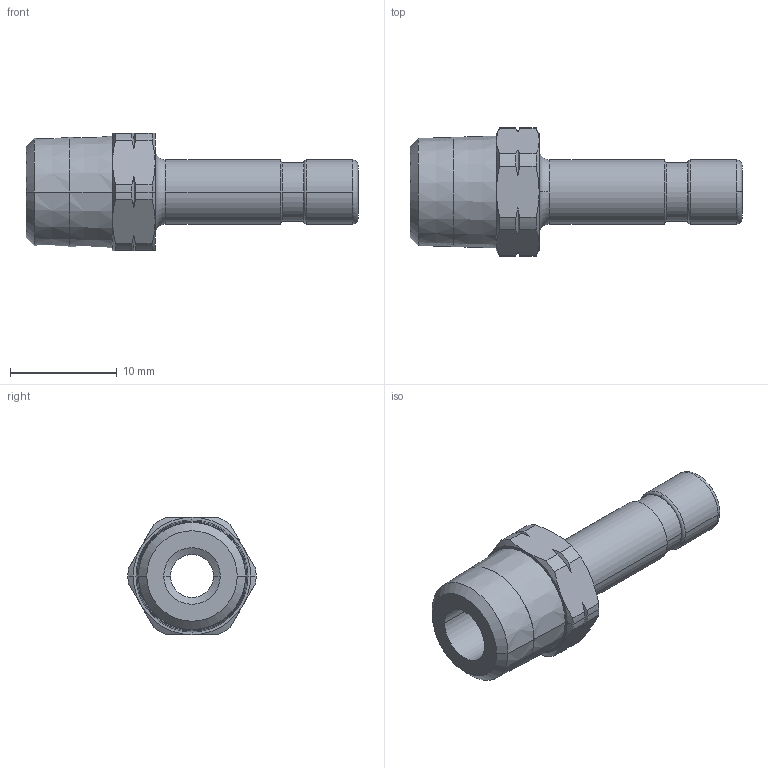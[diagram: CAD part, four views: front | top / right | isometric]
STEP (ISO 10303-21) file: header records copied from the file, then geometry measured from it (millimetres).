
FILE_DESCRIPTION(('STEP AP214'),'1');
FILE_NAME('3821_06_11.stp','2016-07-07T14:27:31',('TraceParts'),('TraceParts S.A.'),'Spatial InterOp 3D',' ',' ');
FILE_SCHEMA(('automotive_design'));
Length unit declared in the file: millimetre
Products named in the file (1): 1
Bounding box: 31.1 x 12 x 11 mm (x, y, z)
Volume: 1137 mm3; surface area: 1375.3 mm2
Topology: 1 solids, 1 shells, 88 faces, 216 edges, 134 vertices
Faces by surface type: cone 42, cylinder 28, plane 12, torus 6
Entity records: 2629 total; most frequent: CARTESIAN_POINT 583, DIRECTION 456, ORIENTED_EDGE 432, EDGE_CURVE 216, AXIS2_PLACEMENT_3D 199, VERTEX_POINT 134, CIRCLE 110, EDGE_LOOP 94
